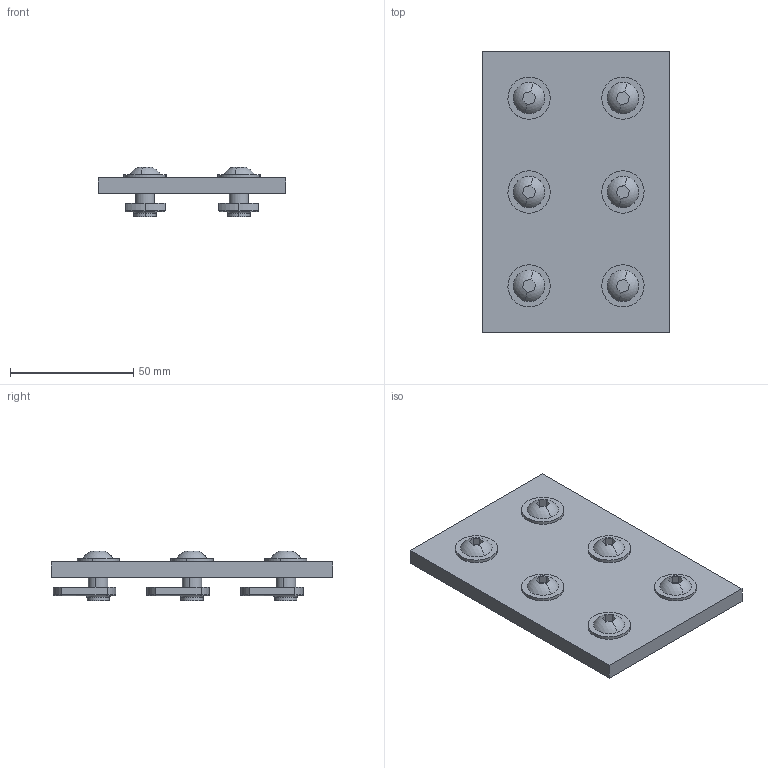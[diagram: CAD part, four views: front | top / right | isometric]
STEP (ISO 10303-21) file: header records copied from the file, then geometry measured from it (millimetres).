
FILE_DESCRIPTION (( 'STEP AP203' ), '1' );
FILE_NAME ('653198.SLDASM.step', '2003-10-13T11:30:08', ( 'Jerry Winters' ), ( 'GoEngineer' ), 'SwSTEP 2.0', 'SolidWorks 2003174', '' );
FILE_SCHEMA (( 'CONFIG_CONTROL_DESIGN' ));
Length unit declared in the file: inch
Products named in the file (5): 653198.SLDASM; Joining Plate (STD)_653198; 651129; 651097; FBHSCS_651134
Assembly tree (9 placements, depth 3):
  653198.SLDASM
    651129  x6
      FBHSCS_651134
      651097
    Joining Plate (STD)_653198
Bounding box: 76.2 x 114.3 x 20.27 mm (x, y, z)
Volume: 68088.3 mm3; surface area: 32864.4 mm2
Topology: 13 solids, 13 shells, 228 faces, 498 edges, 314 vertices
Faces by surface type: plane 96, cylinder 90, torus 30, sphere 12
Entity records: 2266 total; most frequent: DIRECTION 315, CARTESIAN_POINT 288, ORIENTED_EDGE 246, AXIS2_PLACEMENT_3D 130, EDGE_CURVE 123, VERTEX_POINT 79, EDGE_LOOP 70, CIRCLE 64
